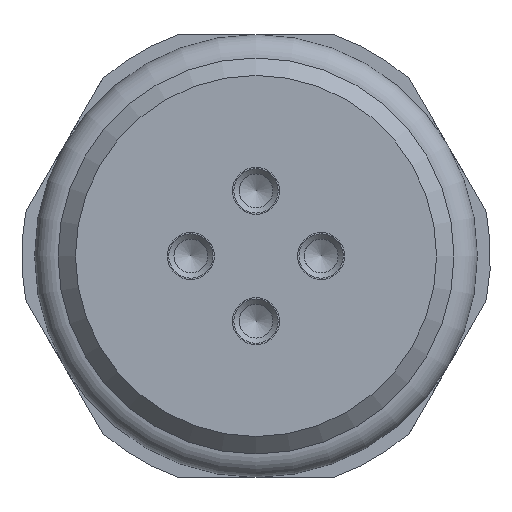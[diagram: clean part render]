
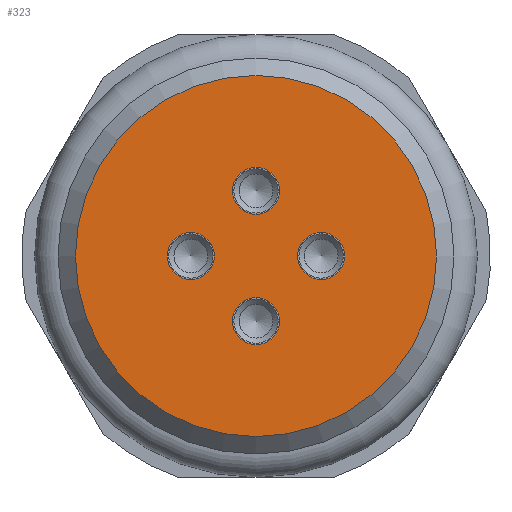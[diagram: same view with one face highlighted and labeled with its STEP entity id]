
A CAD part, front view. The second image highlights one B-rep face of the part: STEP entity #323.
In plain terms, the highlighted planar face has unit normal (0, -1, 0).
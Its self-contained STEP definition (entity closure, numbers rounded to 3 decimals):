
#284=PLANE('',#1673);
#323=ADVANCED_FACE('',(#482,#483,#484,#485,#486),#284,.T.);
#482=FACE_BOUND('',#608,.T.);
#483=FACE_BOUND('',#609,.T.);
#484=FACE_BOUND('',#610,.T.);
#485=FACE_BOUND('',#611,.T.);
#486=FACE_BOUND('',#612,.T.);
#608=EDGE_LOOP('',(#786));
#609=EDGE_LOOP('',(#787));
#610=EDGE_LOOP('',(#788));
#611=EDGE_LOOP('',(#789));
#612=EDGE_LOOP('',(#790));
#786=ORIENTED_EDGE('',*,*,#1350,.T.);
#787=ORIENTED_EDGE('',*,*,#1351,.F.);
#788=ORIENTED_EDGE('',*,*,#1352,.F.);
#789=ORIENTED_EDGE('',*,*,#1353,.F.);
#790=ORIENTED_EDGE('',*,*,#1354,.F.);
#1194=VERTEX_POINT('',#2416);
#1195=VERTEX_POINT('',#2418);
#1196=VERTEX_POINT('',#2420);
#1197=VERTEX_POINT('',#2422);
#1198=VERTEX_POINT('',#2424);
#1350=EDGE_CURVE('',#1194,#1194,#1554,.T.);
#1351=EDGE_CURVE('',#1195,#1195,#1555,.T.);
#1352=EDGE_CURVE('',#1196,#1196,#1556,.T.);
#1353=EDGE_CURVE('',#1197,#1197,#1557,.T.);
#1354=EDGE_CURVE('',#1198,#1198,#1558,.T.);
#1554=CIRCLE('',#1668,6.93);
#1555=CIRCLE('',#1669,0.9);
#1556=CIRCLE('',#1670,0.9);
#1557=CIRCLE('',#1671,0.9);
#1558=CIRCLE('',#1672,0.9);
#1668=AXIS2_PLACEMENT_3D('',#2415,#1897,#1898);
#1669=AXIS2_PLACEMENT_3D('',#2417,#1899,#1900);
#1670=AXIS2_PLACEMENT_3D('',#2419,#1901,#1902);
#1671=AXIS2_PLACEMENT_3D('',#2421,#1903,#1904);
#1672=AXIS2_PLACEMENT_3D('',#2423,#1905,#1906);
#1673=AXIS2_PLACEMENT_3D('',#2425,#1907,#1908);
#1897=DIRECTION('',(0.,-1.,0.));
#1898=DIRECTION('',(0.,0.,-1.));
#1899=DIRECTION('',(0.,-1.,0.));
#1900=DIRECTION('',(0.,0.,-1.));
#1901=DIRECTION('',(0.,-1.,0.));
#1902=DIRECTION('',(0.,0.,-1.));
#1903=DIRECTION('',(0.,-1.,0.));
#1904=DIRECTION('',(0.,0.,-1.));
#1905=DIRECTION('',(0.,-1.,0.));
#1906=DIRECTION('',(0.,0.,-1.));
#1907=DIRECTION('',(0.,-1.,0.));
#1908=DIRECTION('',(0.,0.,1.));
#2415=CARTESIAN_POINT('',(50.,50.,0.));
#2416=CARTESIAN_POINT('',(50.,50.,-6.93));
#2417=CARTESIAN_POINT('',(50.,50.,2.5));
#2418=CARTESIAN_POINT('',(50.,50.,1.6));
#2419=CARTESIAN_POINT('',(47.5,50.,0.));
#2420=CARTESIAN_POINT('',(47.5,50.,-0.9));
#2421=CARTESIAN_POINT('',(50.,50.,-2.5));
#2422=CARTESIAN_POINT('',(50.,50.,-3.4));
#2423=CARTESIAN_POINT('',(52.5,50.,0.));
#2424=CARTESIAN_POINT('',(52.5,50.,-0.9));
#2425=CARTESIAN_POINT('',(56.25,50.,0.));
